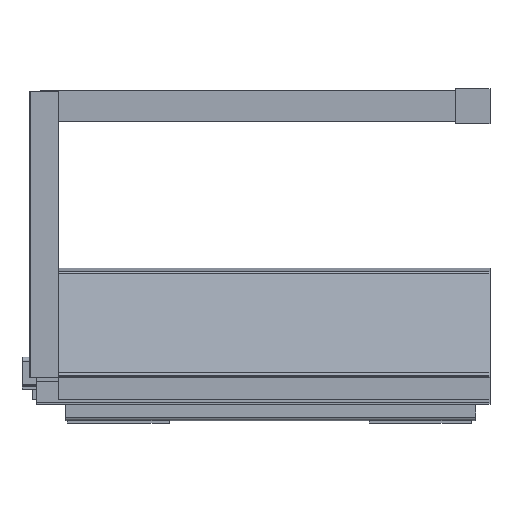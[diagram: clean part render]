
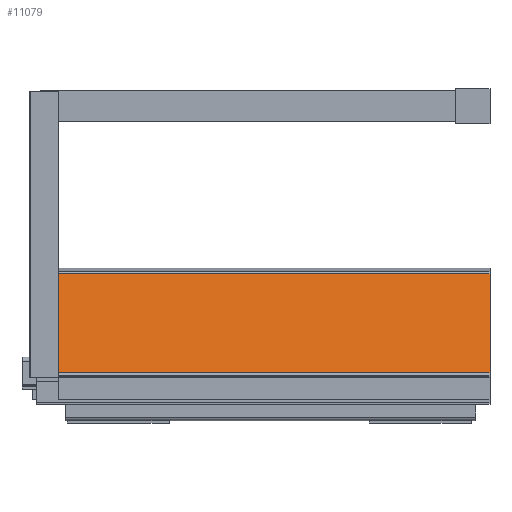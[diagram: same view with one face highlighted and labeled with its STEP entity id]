
A CAD part, top view. The second image highlights one B-rep face of the part: STEP entity #11079.
In plain terms, the highlighted planar face has unit normal (0, 0.208, 0.978).
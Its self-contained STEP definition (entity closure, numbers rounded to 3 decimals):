
#101 = DIRECTION ( 'NONE',  ( 1., 0., 0. ) ) ;
#409 = DIRECTION ( 'NONE',  ( 0., -0.978, 0.208 ) ) ;
#1067 = CARTESIAN_POINT ( 'NONE',  ( 0., 17.084, 34.466 ) ) ;
#1163 = VECTOR ( 'NONE', #409, 1000. ) ;
#1626 = ORIENTED_EDGE ( 'NONE', *, *, #9553, .T. ) ;
#3076 = CARTESIAN_POINT ( 'NONE',  ( 0., 17.084, 34.466 ) ) ;
#3209 = DIRECTION ( 'NONE',  ( 1., 0., 0. ) ) ;
#4090 = VERTEX_POINT ( 'NONE', #12393 ) ;
#4099 = CARTESIAN_POINT ( 'NONE',  ( 0., 80.422, 21.003 ) ) ;
#4141 = VECTOR ( 'NONE', #101, 1000. ) ;
#4229 = CARTESIAN_POINT ( 'NONE',  ( -275.5, 80.422, 21.003 ) ) ;
#4565 = AXIS2_PLACEMENT_3D ( 'NONE', #12801, #7879, #7049 ) ;
#5294 = CARTESIAN_POINT ( 'NONE',  ( -292., 80.422, 21.003 ) ) ;
#5315 = CARTESIAN_POINT ( 'NONE',  ( 0., 80.422, 21.003 ) ) ;
#5897 = EDGE_CURVE ( 'NONE', #8106, #10596, #8863, .T. ) ;
#6126 = PLANE ( 'NONE',  #4565 ) ;
#6500 = VECTOR ( 'NONE', #3209, 1000. ) ;
#6612 = VECTOR ( 'NONE', #11971, 1000. ) ;
#6879 = EDGE_CURVE ( 'NONE', #4090, #8106, #12119, .T. ) ;
#6920 = FACE_OUTER_BOUND ( 'NONE', #10327, .T. ) ;
#7049 = DIRECTION ( 'NONE',  ( 0., -0.978, 0.208 ) ) ;
#7879 = DIRECTION ( 'NONE',  ( 0., 0.208, 0.978 ) ) ;
#8092 = VERTEX_POINT ( 'NONE', #10959 ) ;
#8106 = VERTEX_POINT ( 'NONE', #5315 ) ;
#8224 = LINE ( 'NONE', #1067, #4141 ) ;
#8863 = LINE ( 'NONE', #4099, #6612 ) ;
#8962 = ORIENTED_EDGE ( 'NONE', *, *, #10586, .T. ) ;
#9553 = EDGE_CURVE ( 'NONE', #4090, #8092, #9841, .T. ) ;
#9841 = LINE ( 'NONE', #4229, #1163 ) ;
#10327 = EDGE_LOOP ( 'NONE', ( #12004, #1626, #8962, #10573 ) ) ;
#10573 = ORIENTED_EDGE ( 'NONE', *, *, #5897, .F. ) ;
#10586 = EDGE_CURVE ( 'NONE', #8092, #10596, #8224, .T. ) ;
#10596 = VERTEX_POINT ( 'NONE', #3076 ) ;
#10959 = CARTESIAN_POINT ( 'NONE',  ( -275.5, 17.084, 34.466 ) ) ;
#11079 = ADVANCED_FACE ( 'NONE', ( #6920 ), #6126, .T. ) ;
#11971 = DIRECTION ( 'NONE',  ( 0., -0.978, 0.208 ) ) ;
#12004 = ORIENTED_EDGE ( 'NONE', *, *, #6879, .F. ) ;
#12119 = LINE ( 'NONE', #5294, #6500 ) ;
#12393 = CARTESIAN_POINT ( 'NONE',  ( -275.5, 80.422, 21.003 ) ) ;
#12801 = CARTESIAN_POINT ( 'NONE',  ( -292., 80.422, 21.003 ) ) ;
